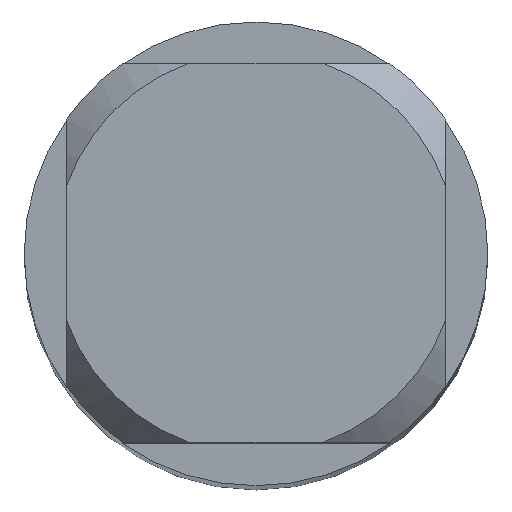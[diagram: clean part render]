
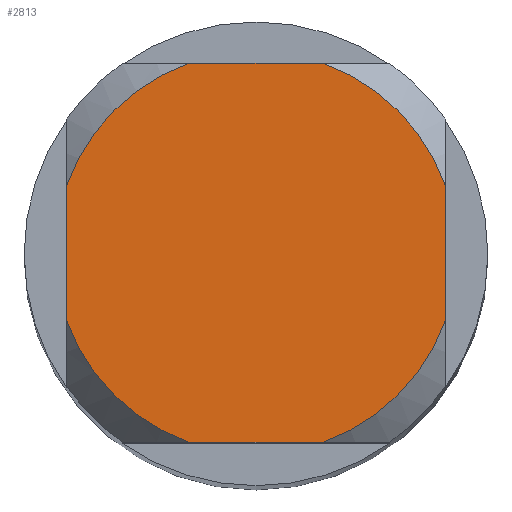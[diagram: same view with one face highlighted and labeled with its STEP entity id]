
A CAD part, top view. The second image highlights one B-rep face of the part: STEP entity #2813.
In plain terms, the highlighted planar face has unit normal (0, 0, 1).
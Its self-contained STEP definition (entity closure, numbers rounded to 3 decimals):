
#2543=VERTEX_POINT('',#6624);
#2813=ADVANCED_FACE('',(#6919),#6920,.T.);
#3155=EDGE_CURVE('',#3493,#5723,#7294,.T.);
#3189=VERTEX_POINT('',#7331);
#3351=EDGE_CURVE('',#2543,#5445,#7503,.T.);
#3353=EDGE_CURVE('',#5127,#5445,#7505,.T.);
#3437=VERTEX_POINT('',#7601);
#3493=VERTEX_POINT('',#7662);
#3575=EDGE_CURVE('',#2543,#4507,#7753,.T.);
#4141=EDGE_CURVE('',#3493,#3189,#8384,.T.);
#4315=EDGE_CURVE('',#3437,#3189,#8569,.T.);
#4507=VERTEX_POINT('',#8779);
#4541=EDGE_CURVE('',#5127,#5723,#8816,.T.);
#4571=EDGE_CURVE('',#3437,#4507,#8851,.T.);
#5127=VERTEX_POINT('',#9440);
#5445=VERTEX_POINT('',#9785);
#5723=VERTEX_POINT('',#10091);
#6624=CARTESIAN_POINT('',(0.87,2.45,0.0));
#6919=FACE_OUTER_BOUND('',#11887,.T.);
#6920=PLANE('',#11888);
#7294=LINE('',#12531,#12532);
#7331=CARTESIAN_POINT('',(-2.45,-0.87,0.0));
#7503=CIRCLE('',#12886,2.6);
#7505=LINE('',#12889,#12890);
#7601=CARTESIAN_POINT('',(-2.45,0.87,0.0));
#7662=CARTESIAN_POINT('',(-0.87,-2.45,0.0));
#7753=LINE('',#13271,#13272);
#8384=CIRCLE('',#14326,2.6);
#8569=LINE('',#14603,#14604);
#8779=CARTESIAN_POINT('',(-0.87,2.45,0.0));
#8816=CIRCLE('',#14985,2.6);
#8851=CIRCLE('',#15037,2.6);
#9440=CARTESIAN_POINT('',(2.45,-0.87,0.0));
#9785=CARTESIAN_POINT('',(2.45,0.87,0.0));
#10091=CARTESIAN_POINT('',(0.87,-2.45,0.0));
#11887=EDGE_LOOP('',(#18714,#18715,#18716,#18717,#18718,#18719,#18720,#18721));
#11888=AXIS2_PLACEMENT_3D('',#18722,#18723,#18724);
#12531=CARTESIAN_POINT('',(0.0,-2.45,0.0));
#12532=VECTOR('',#19160,1.0);
#12886=AXIS2_PLACEMENT_3D('',#19333,#19334,#19335);
#12889=CARTESIAN_POINT('',(2.45,0.65,0.0));
#12890=VECTOR('',#19336,1.0);
#13271=CARTESIAN_POINT('',(0.0,2.45,0.0));
#13272=VECTOR('',#19617,1.0);
#14326=AXIS2_PLACEMENT_3D('',#20512,#20513,#20514);
#14603=CARTESIAN_POINT('',(-2.45,0.65,0.0));
#14604=VECTOR('',#20686,1.0);
#14985=AXIS2_PLACEMENT_3D('',#20947,#20948,#20949);
#15037=AXIS2_PLACEMENT_3D('',#20997,#20998,#20999);
#18714=ORIENTED_EDGE('',*,*,#4315,.T.);
#18715=ORIENTED_EDGE('',*,*,#4141,.F.);
#18716=ORIENTED_EDGE('',*,*,#3155,.T.);
#18717=ORIENTED_EDGE('',*,*,#4541,.F.);
#18718=ORIENTED_EDGE('',*,*,#3353,.T.);
#18719=ORIENTED_EDGE('',*,*,#3351,.F.);
#18720=ORIENTED_EDGE('',*,*,#3575,.T.);
#18721=ORIENTED_EDGE('',*,*,#4571,.F.);
#18722=CARTESIAN_POINT('',(0.0,1.3,0.0));
#18723=DIRECTION('',(-0.0,0.0,1.0));
#18724=DIRECTION('',(0.0,-1.0,0.0));
#19160=DIRECTION('',(1.0,0.0,0.0));
#19333=CARTESIAN_POINT('',(0.0,0.0,0.0));
#19334=DIRECTION('',(0.0,0.0,-1.0));
#19335=DIRECTION('',(0.0,1.0,0.0));
#19336=DIRECTION('',(-0.0,1.0,0.0));
#19617=DIRECTION('',(-1.0,0.0,0.0));
#20512=CARTESIAN_POINT('',(0.0,0.0,0.0));
#20513=DIRECTION('',(0.0,0.0,-1.0));
#20514=DIRECTION('',(0.0,1.0,0.0));
#20686=DIRECTION('',(-0.0,-1.0,0.0));
#20947=CARTESIAN_POINT('',(0.0,0.0,0.0));
#20948=DIRECTION('',(0.0,0.0,-1.0));
#20949=DIRECTION('',(0.0,1.0,0.0));
#20997=CARTESIAN_POINT('',(0.0,0.0,0.0));
#20998=DIRECTION('',(0.0,0.0,-1.0));
#20999=DIRECTION('',(0.0,1.0,0.0));
